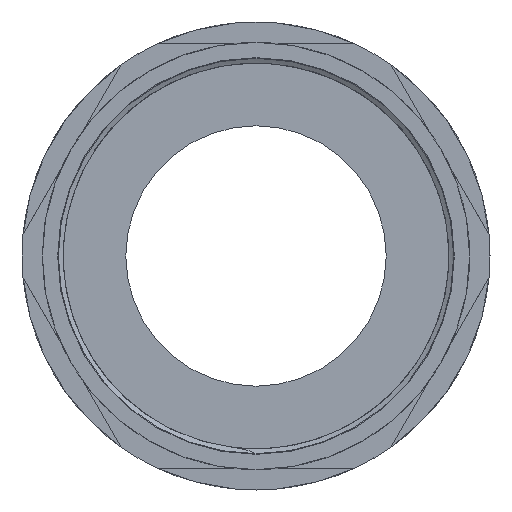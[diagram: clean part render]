
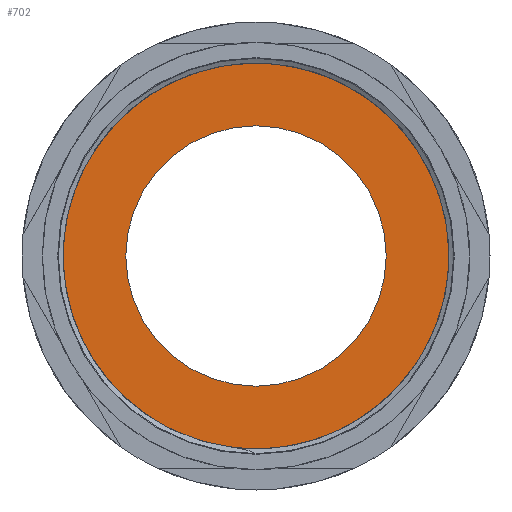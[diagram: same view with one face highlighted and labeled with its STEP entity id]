
A CAD part, left-side view. The second image highlights one B-rep face of the part: STEP entity #702.
In plain terms, the highlighted planar face has unit normal (-1, 0, 0).
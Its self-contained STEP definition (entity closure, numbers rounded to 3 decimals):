
#16=FACE_BOUND('',#161,.T.);
#30=PLANE('',#759);
#59=CIRCLE('',#747,30.855);
#65=CIRCLE('',#760,31.616);
#66=CIRCLE('',#761,20.825);
#114=FACE_OUTER_BOUND('',#160,.T.);
#160=EDGE_LOOP('',(#532,#533,#534,#535));
#161=EDGE_LOOP('',(#536));
#298=B_SPLINE_CURVE_WITH_KNOTS('',3,(#1720,#1721,#1722,#1723,#1724,#1725,
#1726,#1727,#1728,#1729,#1730,#1731,#1732,#1733,#1734,#1735),
 .UNSPECIFIED.,.F.,.F.,(4,3,3,3,3,4),(0.,1.438,1.572,
3.135,4.687,5.841),.UNSPECIFIED.);
#310=B_SPLINE_CURVE_WITH_KNOTS('',3,(#4471,#4472,#4473,#4474,#4475,#4476,
#4477,#4478,#4479,#4480,#4481,#4482,#4483,#4484,#4485,#4486),
 .UNSPECIFIED.,.F.,.F.,(4,3,3,3,3,4),(0.,1.425,1.536,
3.082,4.637,5.838),.UNSPECIFIED.);
#315=VERTEX_POINT('',#1592);
#316=VERTEX_POINT('',#1719);
#318=VERTEX_POINT('',#1868);
#332=VERTEX_POINT('',#4112);
#333=VERTEX_POINT('',#4489);
#382=EDGE_CURVE('',#316,#315,#298,.T.);
#386=EDGE_CURVE('',#315,#318,#59,.T.);
#408=EDGE_CURVE('',#318,#332,#310,.T.);
#409=EDGE_CURVE('',#316,#332,#65,.T.);
#410=EDGE_CURVE('',#333,#333,#66,.T.);
#532=ORIENTED_EDGE('',*,*,#382,.T.);
#533=ORIENTED_EDGE('',*,*,#386,.T.);
#534=ORIENTED_EDGE('',*,*,#408,.T.);
#535=ORIENTED_EDGE('',*,*,#409,.F.);
#536=ORIENTED_EDGE('',*,*,#410,.T.);
#702=ADVANCED_FACE('',(#114,#16),#30,.T.);
#747=AXIS2_PLACEMENT_3D('',#1994,#836,#837);
#759=AXIS2_PLACEMENT_3D('',#4487,#867,#868);
#760=AXIS2_PLACEMENT_3D('',#4488,#869,#870);
#761=AXIS2_PLACEMENT_3D('',#4490,#871,#872);
#836=DIRECTION('center_axis',(-1.,0.,0.));
#837=DIRECTION('ref_axis',(0.,0.,-1.));
#867=DIRECTION('center_axis',(-1.,0.,0.));
#868=DIRECTION('ref_axis',(0.,0.,1.));
#869=DIRECTION('center_axis',(1.,0.,0.));
#870=DIRECTION('ref_axis',(0.,0.,-1.));
#871=DIRECTION('center_axis',(1.,0.,0.));
#872=DIRECTION('ref_axis',(0.,0.,-1.));
#1592=CARTESIAN_POINT('',(-16.54,-27.637,13.719));
#1719=CARTESIAN_POINT('',(-16.54,-5.273,-31.173));
#1720=CARTESIAN_POINT('Ctrl Pts',(-16.54,-5.273,-31.173));
#1721=CARTESIAN_POINT('Ctrl Pts',(-16.54,-9.99,-30.313));
#1722=CARTESIAN_POINT('Ctrl Pts',(-16.54,-14.478,-28.371));
#1723=CARTESIAN_POINT('Ctrl Pts',(-16.54,-18.327,-25.537));
#1724=CARTESIAN_POINT('Ctrl Pts',(-16.54,-18.685,-25.273));
#1725=CARTESIAN_POINT('Ctrl Pts',(-16.54,-19.037,-25.002));
#1726=CARTESIAN_POINT('Ctrl Pts',(-16.54,-19.382,-24.724));
#1727=CARTESIAN_POINT('Ctrl Pts',(-16.54,-23.423,-21.471));
#1728=CARTESIAN_POINT('Ctrl Pts',(-16.54,-26.647,-17.184));
#1729=CARTESIAN_POINT('Ctrl Pts',(-16.54,-28.644,-12.401));
#1730=CARTESIAN_POINT('Ctrl Pts',(-16.54,-30.626,-7.651));
#1731=CARTESIAN_POINT('Ctrl Pts',(-16.54,-31.413,-2.39));
#1732=CARTESIAN_POINT('Ctrl Pts',(-16.54,-30.887,2.749));
#1733=CARTESIAN_POINT('Ctrl Pts',(-16.54,-30.497,6.569));
#1734=CARTESIAN_POINT('Ctrl Pts',(-16.54,-29.388,10.297));
#1735=CARTESIAN_POINT('Ctrl Pts',(-16.54,-27.637,13.72));
#1868=CARTESIAN_POINT('',(-16.54,-18.655,24.577));
#1994=CARTESIAN_POINT('Origin',(-16.54,0.,0.));
#4112=CARTESIAN_POINT('',(-16.54,29.633,11.02));
#4471=CARTESIAN_POINT('Ctrl Pts',(-16.54,-18.655,24.577));
#4472=CARTESIAN_POINT('Ctrl Pts',(-16.54,-14.909,27.499));
#4473=CARTESIAN_POINT('Ctrl Pts',(-16.54,-10.503,29.527));
#4474=CARTESIAN_POINT('Ctrl Pts',(-16.54,-5.864,30.486));
#4475=CARTESIAN_POINT('Ctrl Pts',(-16.54,-5.505,30.56));
#4476=CARTESIAN_POINT('Ctrl Pts',(-16.54,-5.146,30.628));
#4477=CARTESIAN_POINT('Ctrl Pts',(-16.54,-4.785,30.689));
#4478=CARTESIAN_POINT('Ctrl Pts',(-16.54,0.276,31.547));
#4479=CARTESIAN_POINT('Ctrl Pts',(-16.54,5.565,31.12));
#4480=CARTESIAN_POINT('Ctrl Pts',(-16.54,10.423,29.473));
#4481=CARTESIAN_POINT('Ctrl Pts',(-16.54,15.309,27.816));
#4482=CARTESIAN_POINT('Ctrl Pts',(-16.54,19.787,24.92));
#4483=CARTESIAN_POINT('Ctrl Pts',(-16.54,23.313,21.129));
#4484=CARTESIAN_POINT('Ctrl Pts',(-16.54,26.038,18.2));
#4485=CARTESIAN_POINT('Ctrl Pts',(-16.54,28.184,14.756));
#4486=CARTESIAN_POINT('Ctrl Pts',(-16.54,29.633,11.02));
#4487=CARTESIAN_POINT('Origin',(-16.54,31.616,0.));
#4488=CARTESIAN_POINT('Origin',(-16.54,0.,0.));
#4489=CARTESIAN_POINT('',(-16.54,20.825,0.));
#4490=CARTESIAN_POINT('Origin',(-16.54,0.,0.));
